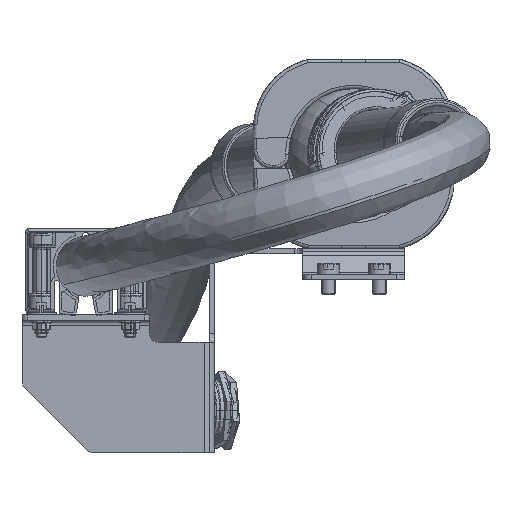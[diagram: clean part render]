
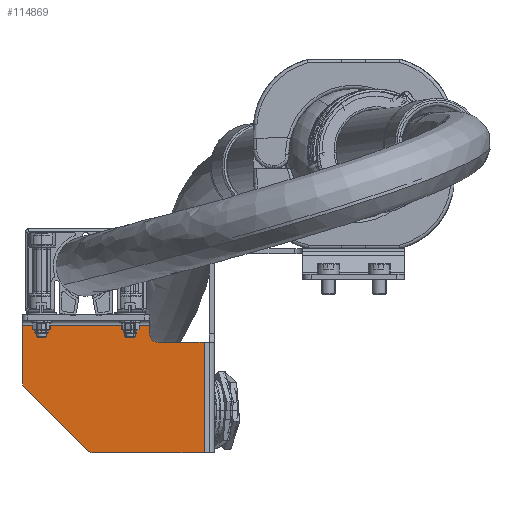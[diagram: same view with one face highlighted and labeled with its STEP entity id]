
A CAD part, left-side view. The second image highlights one B-rep face of the part: STEP entity #114869.
In plain terms, the highlighted planar face has unit normal (-1, 0, 0).
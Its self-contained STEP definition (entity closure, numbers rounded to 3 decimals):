
#1476 = VECTOR ( 'NONE', #94279, 1000. ) ;
#4274 = CARTESIAN_POINT ( 'NONE',  ( 233.5, 88., 1230. ) ) ;
#6880 = VECTOR ( 'NONE', #10423, 1000. ) ;
#10423 = DIRECTION ( 'NONE',  ( 0., -1., 0. ) ) ;
#12056 = CARTESIAN_POINT ( 'NONE',  ( 233.5, 115., 1295. ) ) ;
#14047 = CARTESIAN_POINT ( 'NONE',  ( 233.5, 195., 1272.071 ) ) ;
#14576 = CARTESIAN_POINT ( 'NONE',  ( 233.5, -30., 1350. ) ) ;
#14674 = DIRECTION ( 'NONE',  ( -1., 0., 0. ) ) ;
#15457 = EDGE_CURVE ( 'NONE', #60022, #67417, #71229, .T. ) ;
#15788 = EDGE_LOOP ( 'NONE', ( #106858, #79504, #45178, #70905, #76108, #32940, #122955, #116619, #25813, #27693 ) ) ;
#19163 = CARTESIAN_POINT ( 'NONE',  ( 233.5, 190., 1272.071 ) ) ;
#20463 = CARTESIAN_POINT ( 'NONE',  ( 233.5, 152.929, 1230. ) ) ;
#20833 = VERTEX_POINT ( 'NONE', #22798 ) ;
#22798 = CARTESIAN_POINT ( 'NONE',  ( 233.5, 88., 1295. ) ) ;
#25483 = DIRECTION ( 'NONE',  ( 0., -1., 0. ) ) ;
#25813 = ORIENTED_EDGE ( 'NONE', *, *, #77710, .F. ) ;
#26290 = DIRECTION ( 'NONE',  ( 1., 0., 0. ) ) ;
#27693 = ORIENTED_EDGE ( 'NONE', *, *, #31891, .F. ) ;
#29124 = VECTOR ( 'NONE', #25483, 1000. ) ;
#30534 = CIRCLE ( 'NONE', #113015, 5. ) ;
#31891 = EDGE_CURVE ( 'NONE', #45561, #130729, #92789, .T. ) ;
#32314 = CIRCLE ( 'NONE', #131518, 5. ) ;
#32940 = ORIENTED_EDGE ( 'NONE', *, *, #100945, .F. ) ;
#35929 = DIRECTION ( 'NONE',  ( 0., 1., 0. ) ) ;
#36711 = DIRECTION ( 'NONE',  ( 0., 0., -1. ) ) ;
#36741 = DIRECTION ( 'NONE',  ( 0., 1., 0. ) ) ;
#37463 = CARTESIAN_POINT ( 'NONE',  ( 233.5, 152.929, 1235. ) ) ;
#39154 = VERTEX_POINT ( 'NONE', #69320 ) ;
#45178 = ORIENTED_EDGE ( 'NONE', *, *, #104414, .T. ) ;
#45561 = VERTEX_POINT ( 'NONE', #133310 ) ;
#50197 = CARTESIAN_POINT ( 'NONE',  ( 233.5, -30., 1295. ) ) ;
#52377 = DIRECTION ( 'NONE',  ( 0., 1., 0. ) ) ;
#53265 = VECTOR ( 'NONE', #36711, 1000. ) ;
#54135 = EDGE_CURVE ( 'NONE', #45561, #109744, #137271, .T. ) ;
#57662 = CARTESIAN_POINT ( 'NONE',  ( 233.5, 115., 1300. ) ) ;
#58734 = CARTESIAN_POINT ( 'NONE',  ( 233.5, -30., 1230. ) ) ;
#59920 = AXIS2_PLACEMENT_3D ( 'NONE', #19163, #98070, #64223 ) ;
#60022 = VERTEX_POINT ( 'NONE', #20463 ) ;
#64223 = DIRECTION ( 'NONE',  ( 0., 1., 0. ) ) ;
#67417 = VERTEX_POINT ( 'NONE', #143160 ) ;
#69320 = CARTESIAN_POINT ( 'NONE',  ( 233.5, 193.536, 1268.536 ) ) ;
#70905 = ORIENTED_EDGE ( 'NONE', *, *, #120520, .T. ) ;
#71229 = LINE ( 'NONE', #58734, #29124 ) ;
#73177 = EDGE_CURVE ( 'NONE', #109744, #39154, #106964, .T. ) ;
#76108 = ORIENTED_EDGE ( 'NONE', *, *, #15457, .T. ) ;
#77710 = EDGE_CURVE ( 'NONE', #130729, #84980, #87133, .T. ) ;
#78260 = CARTESIAN_POINT ( 'NONE',  ( 233.5, 120., 1305. ) ) ;
#79504 = ORIENTED_EDGE ( 'NONE', *, *, #73177, .T. ) ;
#84980 = VERTEX_POINT ( 'NONE', #108237 ) ;
#87133 = LINE ( 'NONE', #78260, #104246 ) ;
#87414 = LINE ( 'NONE', #99930, #117826 ) ;
#89070 = PLANE ( 'NONE',  #118383 ) ;
#92789 = LINE ( 'NONE', #137998, #6880 ) ;
#94279 = DIRECTION ( 'NONE',  ( 0., 0., -1. ) ) ;
#95844 = LINE ( 'NONE', #50197, #105641 ) ;
#98070 = DIRECTION ( 'NONE',  ( -1., 0., 0. ) ) ;
#99930 = CARTESIAN_POINT ( 'NONE',  ( 233.5, 155., 1230. ) ) ;
#100154 = FACE_OUTER_BOUND ( 'NONE', #15788, .T. ) ;
#100945 = EDGE_CURVE ( 'NONE', #20833, #67417, #114292, .T. ) ;
#101644 = CARTESIAN_POINT ( 'NONE',  ( 233.5, 156.464, 1231.464 ) ) ;
#101855 = EDGE_CURVE ( 'NONE', #20833, #135487, #95844, .T. ) ;
#104246 = VECTOR ( 'NONE', #112192, 1000. ) ;
#104414 = EDGE_CURVE ( 'NONE', #39154, #118732, #87414, .T. ) ;
#104616 = DIRECTION ( 'NONE',  ( 1., 0., 0. ) ) ;
#105641 = VECTOR ( 'NONE', #52377, 1000. ) ;
#106858 = ORIENTED_EDGE ( 'NONE', *, *, #54135, .T. ) ;
#106964 = CIRCLE ( 'NONE', #59920, 5. ) ;
#108237 = CARTESIAN_POINT ( 'NONE',  ( 233.5, 120., 1300. ) ) ;
#109744 = VERTEX_POINT ( 'NONE', #14047 ) ;
#112192 = DIRECTION ( 'NONE',  ( 0., 0., -1. ) ) ;
#113015 = AXIS2_PLACEMENT_3D ( 'NONE', #57662, #104616, #139482 ) ;
#114292 = LINE ( 'NONE', #4274, #1476 ) ;
#114869 = ADVANCED_FACE ( 'NONE', ( #100154 ), #89070, .F. ) ;
#116619 = ORIENTED_EDGE ( 'NONE', *, *, #124005, .T. ) ;
#117826 = VECTOR ( 'NONE', #145214, 1000. ) ;
#118383 = AXIS2_PLACEMENT_3D ( 'NONE', #14576, #26290, #35929 ) ;
#118732 = VERTEX_POINT ( 'NONE', #101644 ) ;
#120520 = EDGE_CURVE ( 'NONE', #118732, #60022, #32314, .T. ) ;
#122955 = ORIENTED_EDGE ( 'NONE', *, *, #101855, .T. ) ;
#124005 = EDGE_CURVE ( 'NONE', #135487, #84980, #30534, .T. ) ;
#130729 = VERTEX_POINT ( 'NONE', #130804 ) ;
#130804 = CARTESIAN_POINT ( 'NONE',  ( 233.5, 120., 1305. ) ) ;
#131518 = AXIS2_PLACEMENT_3D ( 'NONE', #37463, #14674, #36741 ) ;
#133310 = CARTESIAN_POINT ( 'NONE',  ( 233.5, 195., 1305. ) ) ;
#135487 = VERTEX_POINT ( 'NONE', #12056 ) ;
#137271 = LINE ( 'NONE', #139446, #53265 ) ;
#137998 = CARTESIAN_POINT ( 'NONE',  ( 233.5, 195., 1305. ) ) ;
#139446 = CARTESIAN_POINT ( 'NONE',  ( 233.5, 195., 1350. ) ) ;
#139482 = DIRECTION ( 'NONE',  ( 0., 1., 0. ) ) ;
#143160 = CARTESIAN_POINT ( 'NONE',  ( 233.5, 88., 1230. ) ) ;
#145214 = DIRECTION ( 'NONE',  ( 0., -0.707, -0.707 ) ) ;
